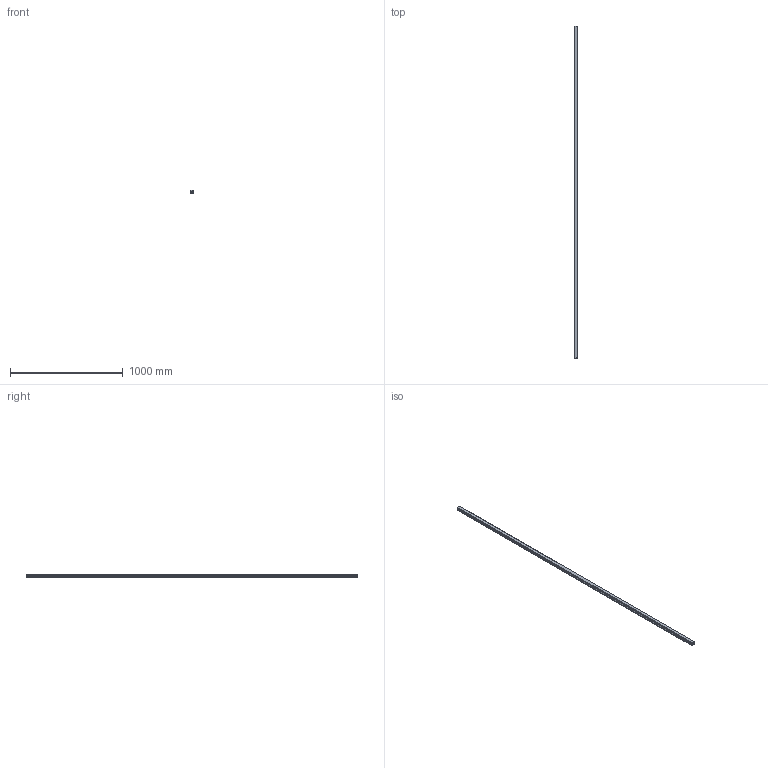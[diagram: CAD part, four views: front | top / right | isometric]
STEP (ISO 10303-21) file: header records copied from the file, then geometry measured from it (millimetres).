
FILE_DESCRIPTION(('STEP AP214'),'1');
FILE_NAME('cctmp_0B7529AC-8566-4FD1-91CA-F56724A4D01D_2021_01_28_09_52_48_0269..stp','2021-01-28T08:52:48',('HIWIN GmbH'),('CADClick - www.CADClick.com'),'Spatial InterOp 3D',' ','unknown authorization');
FILE_SCHEMA(('AUTOMOTIVE_DESIGN'));
Length unit declared in the file: millimetre
Products named in the file (1): HGR35T2940C_FILE
Bounding box: 34 x 2940 x 29 mm (x, y, z)
Volume: 2479642.8 mm3; surface area: 398363.5 mm2
Topology: 1 solids, 1 shells, 263 faces, 697 edges, 403 vertices
Faces by surface type: cylinder 96, plane 93, cone 74
Entity records: 9681 total; most frequent: DIRECTION 1343, CARTESIAN_POINT 1290, ORIENTED_EDGE 1246, EDGE_CURVE 623, AXIS2_PLACEMENT_3D 456, LINE 431, VECTOR 431, VERTEX_POINT 403
